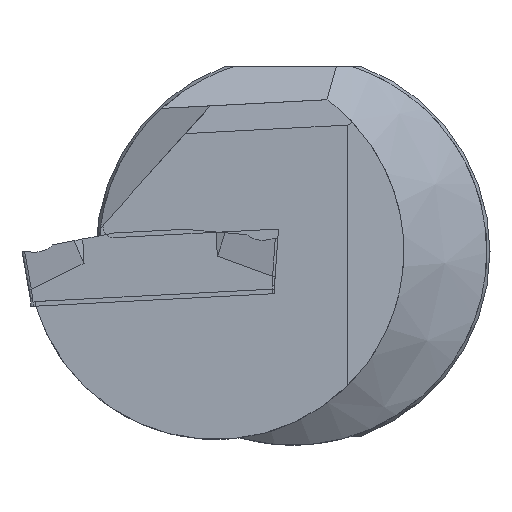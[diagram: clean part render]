
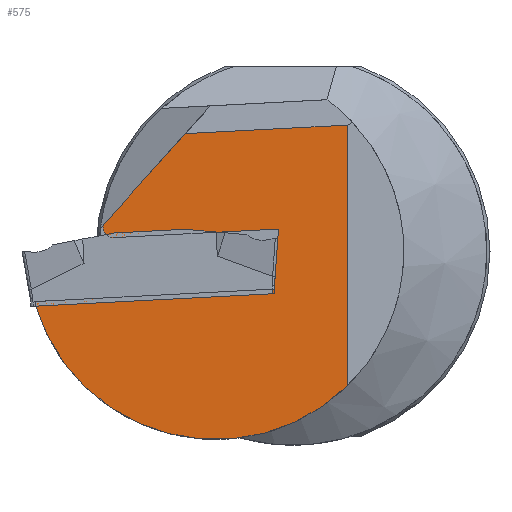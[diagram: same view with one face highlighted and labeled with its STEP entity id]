
A CAD part, left-side view. The second image highlights one B-rep face of the part: STEP entity #575.
In plain terms, the highlighted planar face has unit normal (-1, 0, 0).
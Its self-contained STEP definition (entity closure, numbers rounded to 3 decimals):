
#528=CIRCLE('',#1653,15.275);
#529=CIRCLE('',#1654,0.8);
#575=ADVANCED_FACE('',(#673),#620,.T.);
#620=PLANE('',#1655);
#673=FACE_OUTER_BOUND('',#733,.T.);
#733=EDGE_LOOP('',(#991,#992,#993,#994,#995,#996,#997,#998,#999));
#991=ORIENTED_EDGE('',*,*,#1324,.T.);
#992=ORIENTED_EDGE('',*,*,#1325,.T.);
#993=ORIENTED_EDGE('',*,*,#1326,.F.);
#994=ORIENTED_EDGE('',*,*,#1302,.F.);
#995=ORIENTED_EDGE('',*,*,#1327,.T.);
#996=ORIENTED_EDGE('',*,*,#1328,.T.);
#997=ORIENTED_EDGE('',*,*,#1329,.T.);
#998=ORIENTED_EDGE('',*,*,#1330,.T.);
#999=ORIENTED_EDGE('',*,*,#1331,.T.);
#1164=VERTEX_POINT('',#2191);
#1166=VERTEX_POINT('',#2194);
#1185=VERTEX_POINT('',#2275);
#1186=VERTEX_POINT('',#2276);
#1187=VERTEX_POINT('',#2278);
#1188=VERTEX_POINT('',#2281);
#1189=VERTEX_POINT('',#2283);
#1190=VERTEX_POINT('',#2285);
#1191=VERTEX_POINT('',#2287);
#1302=EDGE_CURVE('',#1164,#1166,#1439,.T.);
#1324=EDGE_CURVE('',#1185,#1186,#1447,.T.);
#1325=EDGE_CURVE('',#1186,#1187,#1448,.T.);
#1326=EDGE_CURVE('',#1166,#1187,#528,.T.);
#1327=EDGE_CURVE('',#1164,#1188,#1449,.T.);
#1328=EDGE_CURVE('',#1188,#1189,#1450,.T.);
#1329=EDGE_CURVE('',#1189,#1190,#529,.T.);
#1330=EDGE_CURVE('',#1190,#1191,#1451,.T.);
#1331=EDGE_CURVE('',#1191,#1185,#1452,.T.);
#1439=LINE('',#2193,#1544);
#1447=LINE('',#2274,#1552);
#1448=LINE('',#2277,#1553);
#1449=LINE('',#2280,#1554);
#1450=LINE('',#2282,#1555);
#1451=LINE('',#2286,#1556);
#1452=LINE('',#2288,#1557);
#1544=VECTOR('',#1873,1.);
#1552=VECTOR('',#1909,1.);
#1553=VECTOR('',#1910,1.);
#1554=VECTOR('',#1913,1.);
#1555=VECTOR('',#1914,1.);
#1556=VECTOR('',#1917,1.);
#1557=VECTOR('',#1918,1.);
#1653=AXIS2_PLACEMENT_3D('',#2279,#1911,#1912);
#1654=AXIS2_PLACEMENT_3D('',#2284,#1915,#1916);
#1655=AXIS2_PLACEMENT_3D('',#2289,#1919,#1920);
#1873=DIRECTION('',(0.,0.,-1.));
#1909=DIRECTION('',(0.,0.999,-0.052));
#1910=DIRECTION('',(0.,-0.174,-0.985));
#1911=DIRECTION('',(1.,0.,0.));
#1912=DIRECTION('',(0.,0.,1.));
#1913=DIRECTION('',(0.,0.999,-0.052));
#1914=DIRECTION('',(0.,0.669,-0.743));
#1915=DIRECTION('',(-1.,0.,0.));
#1916=DIRECTION('',(0.,-1.,0.));
#1917=DIRECTION('',(0.,-0.999,0.052));
#1918=DIRECTION('',(0.,0.07,-0.998));
#1919=DIRECTION('',(-1.,0.,0.));
#1920=DIRECTION('',(0.,0.,1.));
#2191=CARTESIAN_POINT('',(0.4,-4.4,10.251));
#2193=CARTESIAN_POINT('',(0.4,-4.4,0.));
#2194=CARTESIAN_POINT('',(0.4,-4.4,-10.926));
#2274=CARTESIAN_POINT('',(0.4,21.525,-4.106));
#2275=CARTESIAN_POINT('',(0.4,1.518,-3.057));
#2276=CARTESIAN_POINT('',(0.4,20.956,-4.076));
#2277=CARTESIAN_POINT('',(0.4,21.021,-3.707));
#2278=CARTESIAN_POINT('',(0.4,20.894,-4.427));
#2279=CARTESIAN_POINT('',(0.4,6.275,0.));
#2280=CARTESIAN_POINT('',(0.4,0.524,9.993));
#2281=CARTESIAN_POINT('',(0.4,8.727,9.563));
#2282=CARTESIAN_POINT('',(0.4,9.575,8.621));
#2283=CARTESIAN_POINT('',(0.4,15.348,2.21));
#2284=CARTESIAN_POINT('',(0.4,14.604,1.915));
#2285=CARTESIAN_POINT('',(0.4,14.563,1.116));
#2286=CARTESIAN_POINT('',(0.4,6.989,1.513));
#2287=CARTESIAN_POINT('',(0.4,1.178,1.817));
#2288=CARTESIAN_POINT('',(0.4,1.303,0.019));
#2289=CARTESIAN_POINT('',(0.4,0.,0.));
